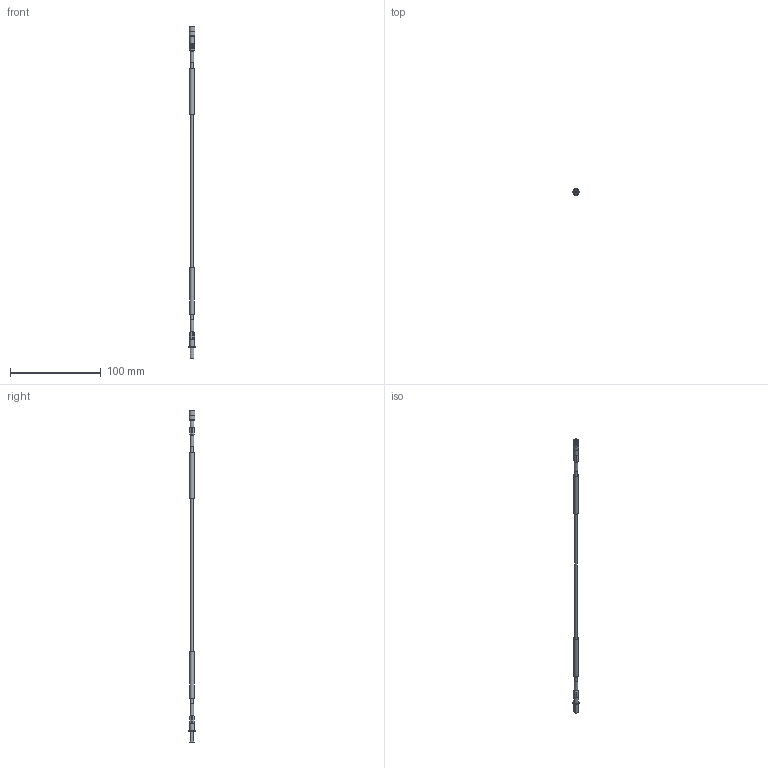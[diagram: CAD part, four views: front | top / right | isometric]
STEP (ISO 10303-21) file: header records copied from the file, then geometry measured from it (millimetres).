
FILE_DESCRIPTION(/* description */ (''),/* implementation_level */ '2;1');
FILE_NAME(/* name */ 'DC100130.stp',/* time_stamp */ '2017-05-09T12:13:32-04:00',/* author */ ('aneininger'),/* organization */ ('CONNECTION TECHNOLOGY CENTER'),/* preprocessor_version */ 'ST-DEVELOPER v16.5',/* originating_system */ 'Autodesk Inventor 2017',/* authorisation */ '');
FILE_SCHEMA (('AUTOMOTIVE_DESIGN { 1 0 10303 214 3 1 1 }'));
Length unit declared in the file: inch
Products named in the file (1): Part85
Bounding box: 6.8 x 6.8 x 365.91 mm (x, y, z)
Volume: 3829.4 mm3; surface area: 7649 mm2
Topology: 3 solids, 3 shells, 208 faces, 465 edges, 275 vertices
Faces by surface type: bspline 124, plane 40, cylinder 38, cone 5, sphere 1
Full cylindrical faces by diameter (mm): 0.991 x1, 1.067 x1, 1.524 x1, 2.794 x1, 3.048 x2, 3.646 x1, 3.759 x2, 3.9 x1, 3.937 x1, 4.255 x2, 4.762 x2, 4.801 x2, 5.207 x1, 6.553 x1, 6.604 x1, 6.8 x1
Entity records: 9225 total; most frequent: CARTESIAN_POINT 4970, ORIENTED_EDGE 848, DIRECTION 695, EDGE_CURVE 423, AXIS2_PLACEMENT_3D 298, VERTEX_POINT 262, EDGE_LOOP 250, STYLED_ITEM 207
